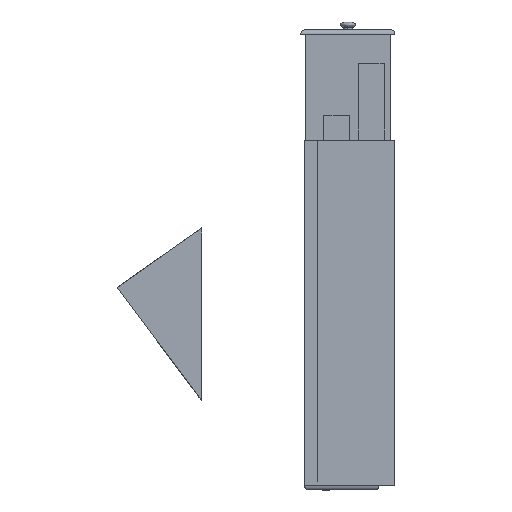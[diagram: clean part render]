
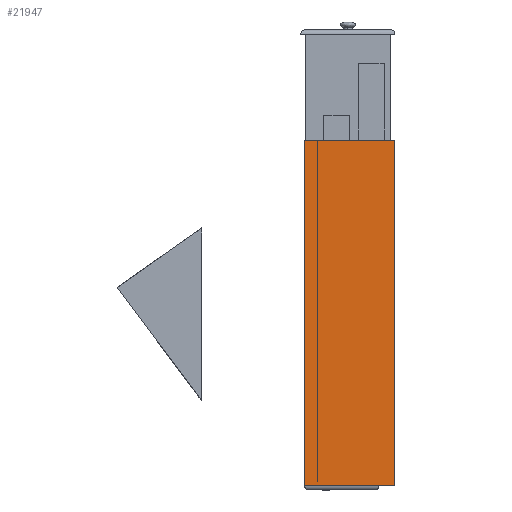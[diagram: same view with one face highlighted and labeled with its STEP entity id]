
A CAD part, left-side view. The second image highlights one B-rep face of the part: STEP entity #21947.
In plain terms, the highlighted planar face has unit normal (-1, 0, 0).
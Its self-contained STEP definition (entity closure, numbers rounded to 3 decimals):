
#1716 = ORIENTED_EDGE ( 'NONE', *, *, #60771, .F. ) ;
#4427 = DIRECTION ( 'NONE',  ( 0., 0., -1. ) ) ;
#7100 = EDGE_LOOP ( 'NONE', ( #22854, #42306, #1716, #58549 ) ) ;
#7583 = CARTESIAN_POINT ( 'NONE',  ( 0., 52.5, 0. ) ) ;
#8583 = VERTEX_POINT ( 'NONE', #7583 ) ;
#8829 = VECTOR ( 'NONE', #63643, 1000. ) ;
#9299 = VECTOR ( 'NONE', #20761, 1000. ) ;
#9467 = CARTESIAN_POINT ( 'NONE',  ( 0., 2.5, 200. ) ) ;
#10128 = LINE ( 'NONE', #9467, #9299 ) ;
#16203 = VECTOR ( 'NONE', #60996, 1000. ) ;
#17923 = DIRECTION ( 'NONE',  ( 0., -1., 0. ) ) ;
#17986 = EDGE_CURVE ( 'NONE', #57915, #58513, #55806, .T. ) ;
#18073 = CARTESIAN_POINT ( 'NONE',  ( 0., 52.5, 200. ) ) ;
#18237 = LINE ( 'NONE', #32860, #19313 ) ;
#19313 = VECTOR ( 'NONE', #17923, 1000. ) ;
#20761 = DIRECTION ( 'NONE',  ( 0., -1., 0. ) ) ;
#21947 = ADVANCED_FACE ( 'NONE', ( #32713 ), #47624, .F. ) ;
#22854 = ORIENTED_EDGE ( 'NONE', *, *, #17986, .T. ) ;
#24483 = DIRECTION ( 'NONE',  ( 1., 0., 0. ) ) ;
#26915 = AXIS2_PLACEMENT_3D ( 'NONE', #58827, #24483, #4427 ) ;
#30635 = VERTEX_POINT ( 'NONE', #18073 ) ;
#32713 = FACE_OUTER_BOUND ( 'NONE', #7100, .T. ) ;
#32860 = CARTESIAN_POINT ( 'NONE',  ( 0., 2.5, 0. ) ) ;
#33845 = LINE ( 'NONE', #39381, #8829 ) ;
#39381 = CARTESIAN_POINT ( 'NONE',  ( 0., 52.5, 0. ) ) ;
#39672 = CARTESIAN_POINT ( 'NONE',  ( 0., 0., 200. ) ) ;
#40937 = CARTESIAN_POINT ( 'NONE',  ( 0., 0., 0. ) ) ;
#41231 = CARTESIAN_POINT ( 'NONE',  ( 0., 0., 0. ) ) ;
#42306 = ORIENTED_EDGE ( 'NONE', *, *, #42739, .F. ) ;
#42739 = EDGE_CURVE ( 'NONE', #30635, #58513, #10128, .T. ) ;
#47624 = PLANE ( 'NONE',  #26915 ) ;
#54818 = EDGE_CURVE ( 'NONE', #8583, #57915, #18237, .T. ) ;
#55806 = LINE ( 'NONE', #40937, #16203 ) ;
#57915 = VERTEX_POINT ( 'NONE', #41231 ) ;
#58513 = VERTEX_POINT ( 'NONE', #39672 ) ;
#58549 = ORIENTED_EDGE ( 'NONE', *, *, #54818, .T. ) ;
#58827 = CARTESIAN_POINT ( 'NONE',  ( 0., 2.5, 0. ) ) ;
#60771 = EDGE_CURVE ( 'NONE', #8583, #30635, #33845, .T. ) ;
#60996 = DIRECTION ( 'NONE',  ( 0., 0., 1. ) ) ;
#63643 = DIRECTION ( 'NONE',  ( 0., 0., 1. ) ) ;
